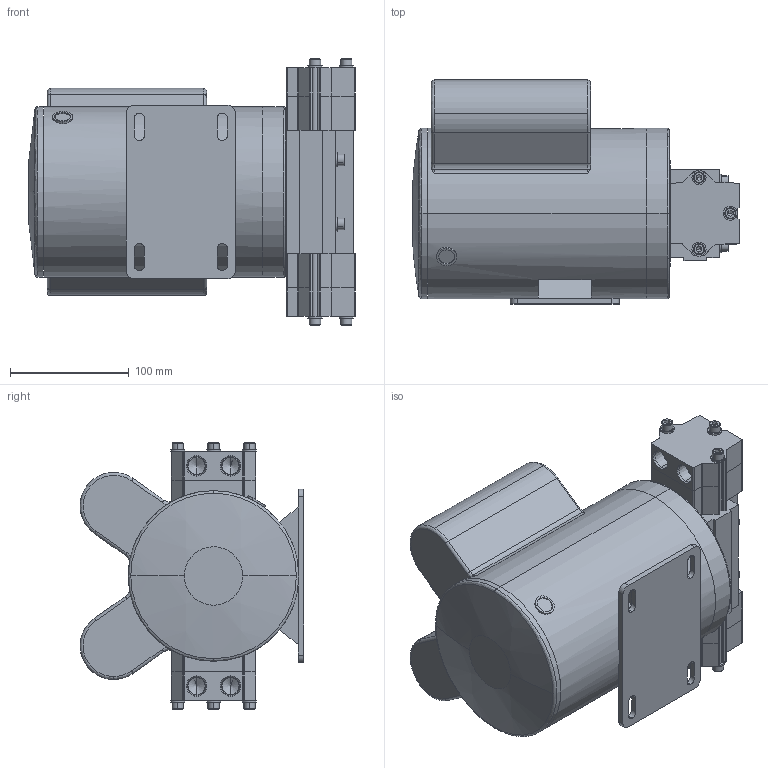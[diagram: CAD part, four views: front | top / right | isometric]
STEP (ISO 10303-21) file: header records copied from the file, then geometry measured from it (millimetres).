
FILE_DESCRIPTION (( 'STEP AP203' ), '1' );
FILE_NAME ('207V-M58.STEP', '2017-07-28T17:31:50', ( 'admin' ), ( 'Hewlett-Packard Company' ), 'SwSTEP 2.0', 'SolidWorks 2017', '' );
FILE_SCHEMA (( 'CONFIG_CONTROL_DESIGN' ));
Length unit declared in the file: inch
Products named in the file (1): 207V-M58
Bounding box: 275.45 x 188.67 x 225.15 mm (x, y, z)
Volume: 5030543.8 mm3; surface area: 337044.2 mm2
Topology: 26 solids, 26 shells, 716 faces, 1722 edges, 1068 vertices
Faces by surface type: plane 306, cylinder 276, cone 92, bspline 22, torus 20
Entity records: 21660 total; most frequent: CARTESIAN_POINT 4585, DIRECTION 3786, ORIENTED_EDGE 3372, EDGE_CURVE 1686, AXIS2_PLACEMENT_3D 1435, VERTEX_POINT 1068, VECTOR 916, LINE 916
